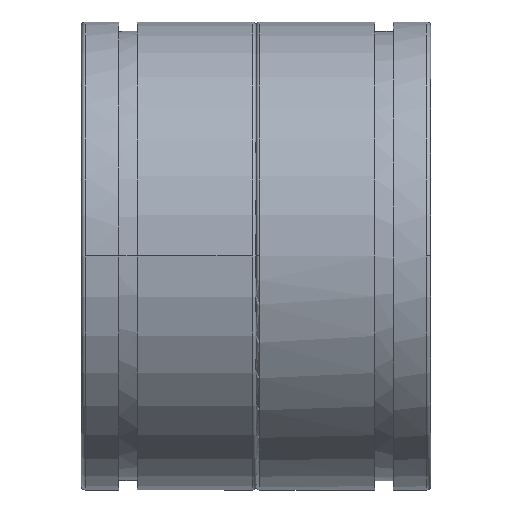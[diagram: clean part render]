
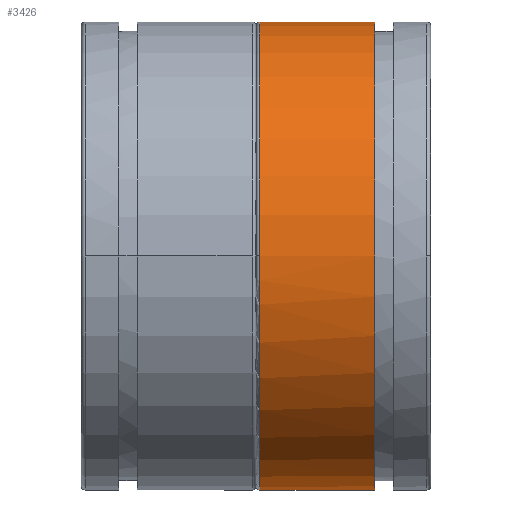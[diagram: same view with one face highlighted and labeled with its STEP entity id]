
A CAD part, front view. The second image highlights one B-rep face of the part: STEP entity #3426.
In plain terms, the highlighted cylindrical face has radius 37.5 mm (diameter 75 mm), a partial arc.
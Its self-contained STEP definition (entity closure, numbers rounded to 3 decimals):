
#2979=AXIS2_PLACEMENT_3D('Circle Axis2P3D',#2977,#2978,$) ;
#3399=AXIS2_PLACEMENT_3D('Cylinder Axis2P3D',#3396,#3397,#3398) ;
#3403=AXIS2_PLACEMENT_3D('Circle Axis2P3D',#3401,#3402,$) ;
#2977=CARTESIAN_POINT('Axis2P3D Location',(9.,0.,0.)) ;
#2981=CARTESIAN_POINT('Vertex',(9.,0.,-37.5)) ;
#2983=CARTESIAN_POINT('Vertex',(9.,0.,37.5)) ;
#3051=CARTESIAN_POINT('Line Origine',(18.2,0.,37.5)) ;
#3055=CARTESIAN_POINT('Vertex',(27.4,0.,37.5)) ;
#3069=CARTESIAN_POINT('Vertex',(27.4,0.,-37.5)) ;
#3072=CARTESIAN_POINT('Line Origine',(18.2,0.,-37.5)) ;
#3396=CARTESIAN_POINT('Axis2P3D Location',(18.2,0.,0.)) ;
#3401=CARTESIAN_POINT('Axis2P3D Location',(27.4,0.,0.)) ;
#3405=CARTESIAN_POINT('Vertex',(27.4,-37.5,0.)) ;
#3409=CARTESIAN_POINT('Control Point',(27.4,0.,37.5)) ;
#3410=CARTESIAN_POINT('Control Point',(27.4,-5.89,37.5)) ;
#3411=CARTESIAN_POINT('Control Point',(27.4,-11.781,36.343)) ;
#3412=CARTESIAN_POINT('Control Point',(27.4,-17.368,34.029)) ;
#3413=CARTESIAN_POINT('Control Point',(27.4,-27.334,27.334)) ;
#3414=CARTESIAN_POINT('Control Point',(27.4,-34.029,17.368)) ;
#3415=CARTESIAN_POINT('Control Point',(27.4,-36.343,11.781)) ;
#3416=CARTESIAN_POINT('Control Point',(27.4,-37.5,5.89)) ;
#3417=CARTESIAN_POINT('Control Point',(27.4,-37.5,0.)) ;
#2978=DIRECTION('Axis2P3D Direction',(-1.,0.,0.)) ;
#3052=DIRECTION('Vector Direction',(1.,0.,0.)) ;
#3073=DIRECTION('Vector Direction',(1.,0.,0.)) ;
#3397=DIRECTION('Axis2P3D Direction',(1.,0.,0.)) ;
#3398=DIRECTION('Axis2P3D XDirection',(-0.,0.,1.)) ;
#3402=DIRECTION('Axis2P3D Direction',(1.,0.,0.)) ;
#3053=VECTOR('Line Direction',#3052,1.) ;
#3074=VECTOR('Line Direction',#3073,1.) ;
#3420=ORIENTED_EDGE('',*,*,#3407,.F.) ;
#3421=ORIENTED_EDGE('',*,*,#3418,.F.) ;
#3422=ORIENTED_EDGE('',*,*,#3057,.F.) ;
#3423=ORIENTED_EDGE('',*,*,#2985,.F.) ;
#3424=ORIENTED_EDGE('',*,*,#3076,.F.) ;
#3426=ADVANCED_FACE('MANIFOLD_SOLID_BREP #5520',(#3425),#3400,.T.) ;
#3408=B_SPLINE_CURVE_WITH_KNOTS('',5,(#3409,#3410,#3411,#3412,#3413,#3414,#3415,#3416,#3417),.UNSPECIFIED.,.F.,.U.,(6,3,6),(-29.452,0.,29.452),.UNSPECIFIED.) ;
#2980=CIRCLE('generated circle',#2979,37.5) ;
#3404=CIRCLE('generated circle',#3403,37.5) ;
#3400=CYLINDRICAL_SURFACE('generated cylinder',#3399,37.5) ;
#2985=EDGE_CURVE('',#2982,#2984,#2980,.T.) ;
#3057=EDGE_CURVE('',#2984,#3056,#3054,.T.) ;
#3076=EDGE_CURVE('',#3070,#2982,#3075,.F.) ;
#3407=EDGE_CURVE('',#3406,#3070,#3404,.T.) ;
#3418=EDGE_CURVE('',#3056,#3406,#3408,.T.) ;
#3419=EDGE_LOOP('',(#3420,#3421,#3422,#3423,#3424)) ;
#3425=FACE_OUTER_BOUND('',#3419,.T.) ;
#3054=LINE('Line',#3051,#3053) ;
#3075=LINE('Line',#3072,#3074) ;
#2982=VERTEX_POINT('',#2981) ;
#2984=VERTEX_POINT('',#2983) ;
#3056=VERTEX_POINT('',#3055) ;
#3070=VERTEX_POINT('',#3069) ;
#3406=VERTEX_POINT('',#3405) ;
